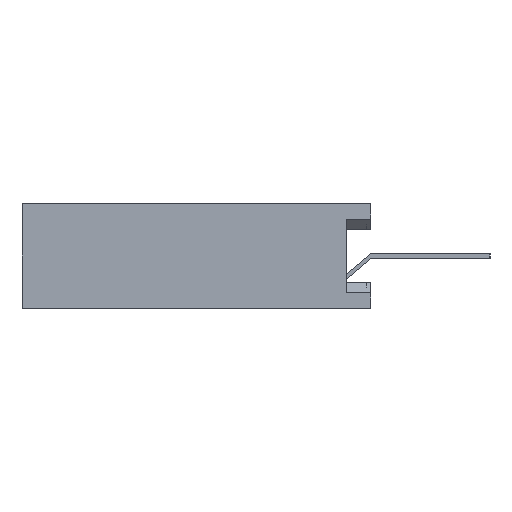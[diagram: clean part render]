
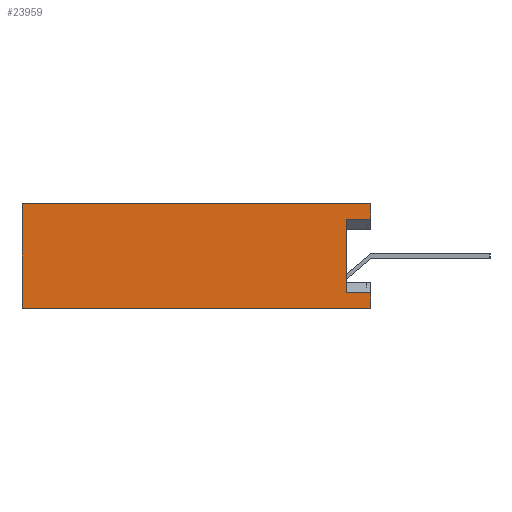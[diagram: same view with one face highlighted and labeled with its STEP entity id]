
A CAD part, left-side view. The second image highlights one B-rep face of the part: STEP entity #23959.
In plain terms, the highlighted planar face has unit normal (-1, 0, 0).
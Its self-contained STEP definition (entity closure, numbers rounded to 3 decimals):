
#17=DIRECTION('',(0.,-1.,0.));
#18=VECTOR('',#17,8.5);
#19=CARTESIAN_POINT('',(-38.1,4.25,-1.27));
#20=LINE('',#19,#18);
#997=DIRECTION('',(0.,0.,1.));
#998=VECTOR('',#997,0.37);
#999=CARTESIAN_POINT('',(-38.1,-4.25,-1.27));
#1000=LINE('',#999,#998);
#1013=DIRECTION('',(0.,0.,1.));
#1014=VECTOR('',#1013,0.37);
#1015=CARTESIAN_POINT('',(-38.1,-4.25,0.9));
#1016=LINE('',#1015,#1014);
#1749=DIRECTION('',(0.,0.,1.));
#1750=VECTOR('',#1749,2.54);
#1751=CARTESIAN_POINT('',(-38.1,4.25,-1.27));
#1752=LINE('',#1751,#1750);
#1753=DIRECTION('',(0.,1.,0.));
#1754=VECTOR('',#1753,0.6);
#1755=CARTESIAN_POINT('',(-38.1,-4.25,0.9));
#1756=LINE('',#1755,#1754);
#1757=DIRECTION('',(0.,0.,1.));
#1758=VECTOR('',#1757,1.8);
#1759=CARTESIAN_POINT('',(-38.1,-3.65,-0.9));
#1760=LINE('',#1759,#1758);
#1761=DIRECTION('',(0.,1.,0.));
#1762=VECTOR('',#1761,0.6);
#1763=CARTESIAN_POINT('',(-38.1,-4.25,-0.9));
#1764=LINE('',#1763,#1762);
#2973=DIRECTION('',(0.,-1.,0.));
#2974=VECTOR('',#2973,8.5);
#2975=CARTESIAN_POINT('',(-38.1,4.25,1.27));
#2976=LINE('',#2975,#2974);
#16465=CARTESIAN_POINT('',(-38.1,4.25,-1.27));
#16466=CARTESIAN_POINT('',(-38.1,-4.25,-1.27));
#16467=VERTEX_POINT('',#16465);
#16468=VERTEX_POINT('',#16466);
#16473=CARTESIAN_POINT('',(-38.1,4.25,1.27));
#16474=CARTESIAN_POINT('',(-38.1,-4.25,1.27));
#16475=VERTEX_POINT('',#16473);
#16476=VERTEX_POINT('',#16474);
#16601=CARTESIAN_POINT('',(-38.1,-4.25,-0.9));
#16602=VERTEX_POINT('',#16601);
#16603=CARTESIAN_POINT('',(-38.1,-4.25,0.9));
#16604=VERTEX_POINT('',#16603);
#16617=CARTESIAN_POINT('',(-38.1,-3.65,-0.9));
#16618=CARTESIAN_POINT('',(-38.1,-3.65,0.9));
#16619=VERTEX_POINT('',#16617);
#16620=VERTEX_POINT('',#16618);
#23939=CARTESIAN_POINT('',(-38.1,4.25,-1.27));
#23940=DIRECTION('',(-1.,0.,0.));
#23941=DIRECTION('',(0.,-1.,0.));
#23942=AXIS2_PLACEMENT_3D('',#23939,#23940,#23941);
#23943=PLANE('',#23942);
#23944=ORIENTED_EDGE('',*,*,#23008,.F.);
#23945=ORIENTED_EDGE('',*,*,#21806,.F.);
#23947=ORIENTED_EDGE('',*,*,#23946,.T.);
#23949=ORIENTED_EDGE('',*,*,#23948,.T.);
#23950=ORIENTED_EDGE('',*,*,#23024,.F.);
#23952=ORIENTED_EDGE('',*,*,#23951,.T.);
#23954=ORIENTED_EDGE('',*,*,#23953,.F.);
#23956=ORIENTED_EDGE('',*,*,#23955,.F.);
#23957=EDGE_LOOP('',(#23944,#23945,#23947,#23949,#23950,#23952,#23954,#23956));
#23958=FACE_OUTER_BOUND('',#23957,.F.);
#23959=ADVANCED_FACE('',(#23958),#23943,.T.);
#21806=EDGE_CURVE('',#16467,#16468,#20,.T.);
#23008=EDGE_CURVE('',#16468,#16602,#1000,.T.);
#23024=EDGE_CURVE('',#16604,#16476,#1016,.T.);
#23946=EDGE_CURVE('',#16467,#16475,#1752,.T.);
#23948=EDGE_CURVE('',#16475,#16476,#2976,.T.);
#23951=EDGE_CURVE('',#16604,#16620,#1756,.T.);
#23953=EDGE_CURVE('',#16619,#16620,#1760,.T.);
#23955=EDGE_CURVE('',#16602,#16619,#1764,.T.);
